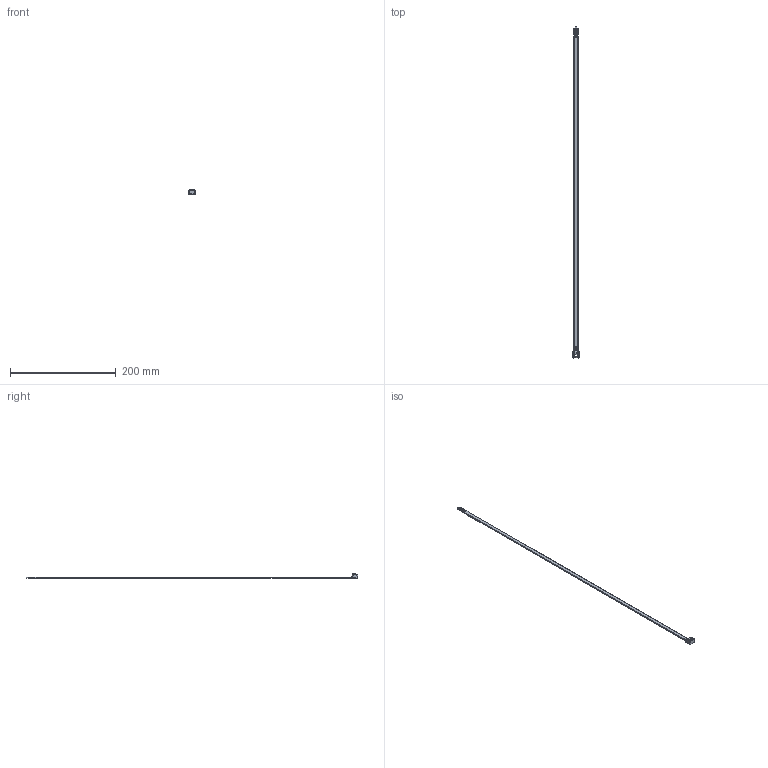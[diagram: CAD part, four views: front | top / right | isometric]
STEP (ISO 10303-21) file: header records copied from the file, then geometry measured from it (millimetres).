
FILE_DESCRIPTION(/* description */ (''),/* implementation_level */ '2;1');
FILE_NAME(/* name */ 'PANDUIT_PLT7LH.stp',/* time_stamp */ '2020-03-26T13:44:42-05:00',/* author */ (''),/* organization */ (''),/* preprocessor_version */ 'ST-DEVELOPER v16',/* originating_system */ 'SIEMENS PLM Software NX 11.0',/* authorisation */ '');
FILE_SCHEMA (('AP203_CONFIGURATION_CONTROLLED_3D_DESIGN_OF_MECHANICAL_PARTS_AND_ASSEMBLIES_MIM_LF { 1 0 10303 403 2 1 2}'));
Length unit declared in the file: inch
Products named in the file (1): BWG19A00C86t58s
Bounding box: 12.45 x 627.41 x 8.38 mm (x, y, z)
Volume: 9518.6 mm3; surface area: 11954.7 mm2
Topology: 1 solids, 13 shells, 305 faces, 714 edges, 453 vertices
Faces by surface type: plane 186, cylinder 83, bspline 25, torus 8, cone 3
Full cylindrical faces by diameter (mm): 4.75 x1
Entity records: 10159 total; most frequent: CARTESIAN_POINT 2354, ORIENTED_EDGE 1426, DIRECTION 1400, EDGE_CURVE 713, AXIS2_PLACEMENT_3D 472, LINE 456, VECTOR 456, VERTEX_POINT 453
